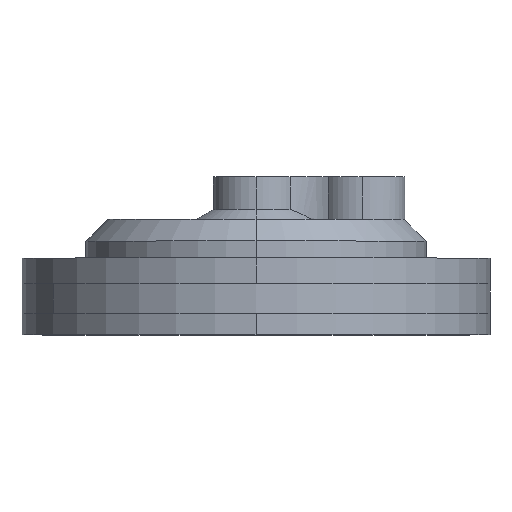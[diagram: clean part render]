
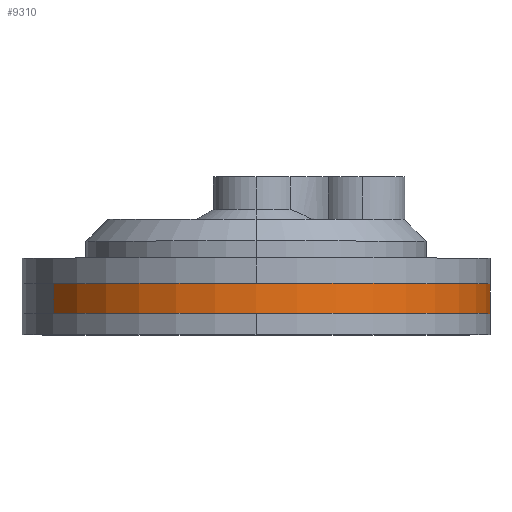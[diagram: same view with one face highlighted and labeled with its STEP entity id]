
A CAD part, top view. The second image highlights one B-rep face of the part: STEP entity #9310.
In plain terms, the highlighted cylindrical face has radius 69.85 mm (diameter 139.7 mm), a partial arc.
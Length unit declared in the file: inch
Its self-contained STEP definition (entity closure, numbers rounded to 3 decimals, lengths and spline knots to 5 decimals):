
#1567 = DIRECTION ( 'NONE',  ( 0., -1., 0. ) ) ;
#2220 = CARTESIAN_POINT ( 'NONE',  ( 0., 0., 0. ) ) ;
#2965 = VECTOR ( 'NONE', #13975, 39.37008 ) ;
#3484 = ORIENTED_EDGE ( 'NONE', *, *, #6830, .T. ) ;
#4311 = VERTEX_POINT ( 'NONE', #10421 ) ;
#4451 = EDGE_CURVE ( 'NONE', #8834, #14473, #16894, .T. ) ;
#4581 = EDGE_LOOP ( 'NONE', ( #10952, #15925, #3484, #6209 ) ) ;
#4735 = CARTESIAN_POINT ( 'NONE',  ( 0., 0.35, 0. ) ) ;
#5221 = AXIS2_PLACEMENT_3D ( 'NONE', #2220, #7528, #12732 ) ;
#5402 = CARTESIAN_POINT ( 'NONE',  ( 0., 0.35, 0. ) ) ;
#5872 = CARTESIAN_POINT ( 'NONE',  ( 0., 0.35, -2.75 ) ) ;
#6115 = LINE ( 'NONE', #14547, #15700 ) ;
#6209 = ORIENTED_EDGE ( 'NONE', *, *, #11626, .T. ) ;
#6302 = LINE ( 'NONE', #14146, #2965 ) ;
#6830 = EDGE_CURVE ( 'NONE', #8834, #10273, #6115, .T. ) ;
#7528 = DIRECTION ( 'NONE',  ( 0., 1., 0. ) ) ;
#8041 = DIRECTION ( 'NONE',  ( 0., 1., 0. ) ) ;
#8834 = VERTEX_POINT ( 'NONE', #5872 ) ;
#9014 = CYLINDRICAL_SURFACE ( 'NONE', #9181, 2.75 ) ;
#9181 = AXIS2_PLACEMENT_3D ( 'NONE', #4735, #10358, #14459 ) ;
#9310 = ADVANCED_FACE ( 'NONE', ( #16448 ), #9014, .T. ) ;
#10077 = AXIS2_PLACEMENT_3D ( 'NONE', #5402, #8041, #10590 ) ;
#10273 = VERTEX_POINT ( 'NONE', #11420 ) ;
#10358 = DIRECTION ( 'NONE',  ( 0., -1., 0. ) ) ;
#10421 = CARTESIAN_POINT ( 'NONE',  ( 0., 0., 2.75 ) ) ;
#10590 = DIRECTION ( 'NONE',  ( 0., 0., 1. ) ) ;
#10952 = ORIENTED_EDGE ( 'NONE', *, *, #15613, .F. ) ;
#11420 = CARTESIAN_POINT ( 'NONE',  ( 0., 0., -2.75 ) ) ;
#11626 = EDGE_CURVE ( 'NONE', #10273, #4311, #12579, .T. ) ;
#11726 = CARTESIAN_POINT ( 'NONE',  ( 0., 0.35, 2.75 ) ) ;
#12579 = CIRCLE ( 'NONE', #5221, 2.75 ) ;
#12732 = DIRECTION ( 'NONE',  ( 0., 0., 1. ) ) ;
#13975 = DIRECTION ( 'NONE',  ( 0., -1., 0. ) ) ;
#14146 = CARTESIAN_POINT ( 'NONE',  ( 0., 0.35, 2.75 ) ) ;
#14459 = DIRECTION ( 'NONE',  ( 0., 0., -1. ) ) ;
#14473 = VERTEX_POINT ( 'NONE', #11726 ) ;
#14547 = CARTESIAN_POINT ( 'NONE',  ( 0., 0.35, -2.75 ) ) ;
#15613 = EDGE_CURVE ( 'NONE', #14473, #4311, #6302, .T. ) ;
#15700 = VECTOR ( 'NONE', #1567, 39.37008 ) ;
#15925 = ORIENTED_EDGE ( 'NONE', *, *, #4451, .F. ) ;
#16448 = FACE_OUTER_BOUND ( 'NONE', #4581, .T. ) ;
#16894 = CIRCLE ( 'NONE', #10077, 2.75 ) ;
